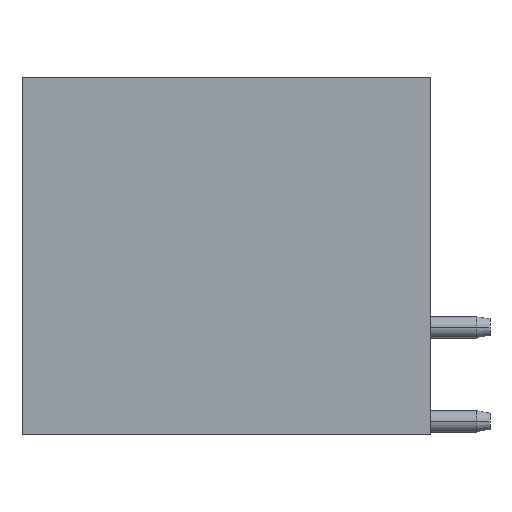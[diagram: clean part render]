
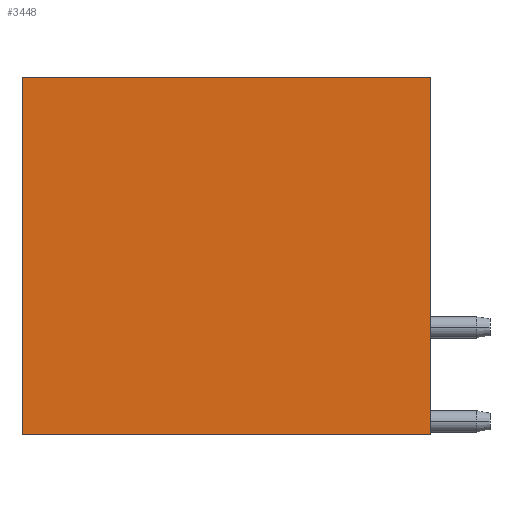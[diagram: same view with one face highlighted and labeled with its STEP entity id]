
A CAD part, left-side view. The second image highlights one B-rep face of the part: STEP entity #3448.
In plain terms, the highlighted planar face has unit normal (-1, 0, 0).
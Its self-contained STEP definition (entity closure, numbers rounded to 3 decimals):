
#88 = EDGE_CURVE ( 'NONE', #3414, #3436, #6428, .T. ) ;
#151 = ORIENTED_EDGE ( 'NONE', *, *, #88, .T. ) ;
#283 = DIRECTION ( 'NONE',  ( 0., 0., -1. ) ) ;
#957 = ORIENTED_EDGE ( 'NONE', *, *, #4977, .F. ) ;
#1036 = DIRECTION ( 'NONE',  ( 0., 0., 1. ) ) ;
#1247 = EDGE_CURVE ( 'NONE', #5598, #3436, #1462, .T. ) ;
#1462 = LINE ( 'NONE', #4201, #2303 ) ;
#1538 = ORIENTED_EDGE ( 'NONE', *, *, #4495, .T. ) ;
#1743 = CARTESIAN_POINT ( 'NONE',  ( -9.5, 0., 13.3 ) ) ;
#2005 = DIRECTION ( 'NONE',  ( 0., 0., -1. ) ) ;
#2303 = VECTOR ( 'NONE', #6310, 1000. ) ;
#2621 = CARTESIAN_POINT ( 'NONE',  ( -9.5, 0., 0. ) ) ;
#2980 = AXIS2_PLACEMENT_3D ( 'NONE', #1743, #4443, #1036 ) ;
#3321 = LINE ( 'NONE', #7439, #8423 ) ;
#3414 = VERTEX_POINT ( 'NONE', #3729 ) ;
#3436 = VERTEX_POINT ( 'NONE', #6418 ) ;
#3448 = ADVANCED_FACE ( 'NONE', ( #5161 ), #5024, .T. ) ;
#3460 = VERTEX_POINT ( 'NONE', #7230 ) ;
#3729 = CARTESIAN_POINT ( 'NONE',  ( -9.5, 15.2, 13.3 ) ) ;
#3746 = DIRECTION ( 'NONE',  ( 0., 1., 0. ) ) ;
#3849 = VECTOR ( 'NONE', #3746, 1000. ) ;
#4201 = CARTESIAN_POINT ( 'NONE',  ( -9.5, 0., 0. ) ) ;
#4443 = DIRECTION ( 'NONE',  ( -1., 0., 0. ) ) ;
#4495 = EDGE_CURVE ( 'NONE', #3460, #3414, #5128, .T. ) ;
#4679 = EDGE_LOOP ( 'NONE', ( #8259, #957, #1538, #151 ) ) ;
#4977 = EDGE_CURVE ( 'NONE', #3460, #5598, #3321, .T. ) ;
#5024 = PLANE ( 'NONE',  #2980 ) ;
#5128 = LINE ( 'NONE', #7912, #3849 ) ;
#5161 = FACE_OUTER_BOUND ( 'NONE', #4679, .T. ) ;
#5598 = VERTEX_POINT ( 'NONE', #2621 ) ;
#5801 = CARTESIAN_POINT ( 'NONE',  ( -9.5, 15.2, 13.3 ) ) ;
#6310 = DIRECTION ( 'NONE',  ( 0., 1., 0. ) ) ;
#6418 = CARTESIAN_POINT ( 'NONE',  ( -9.5, 15.2, 0. ) ) ;
#6428 = LINE ( 'NONE', #5801, #7171 ) ;
#7171 = VECTOR ( 'NONE', #283, 1000. ) ;
#7230 = CARTESIAN_POINT ( 'NONE',  ( -9.5, 0., 13.3 ) ) ;
#7439 = CARTESIAN_POINT ( 'NONE',  ( -9.5, 0., 13.3 ) ) ;
#7912 = CARTESIAN_POINT ( 'NONE',  ( -9.5, 0., 13.3 ) ) ;
#8259 = ORIENTED_EDGE ( 'NONE', *, *, #1247, .F. ) ;
#8423 = VECTOR ( 'NONE', #2005, 1000. ) ;
